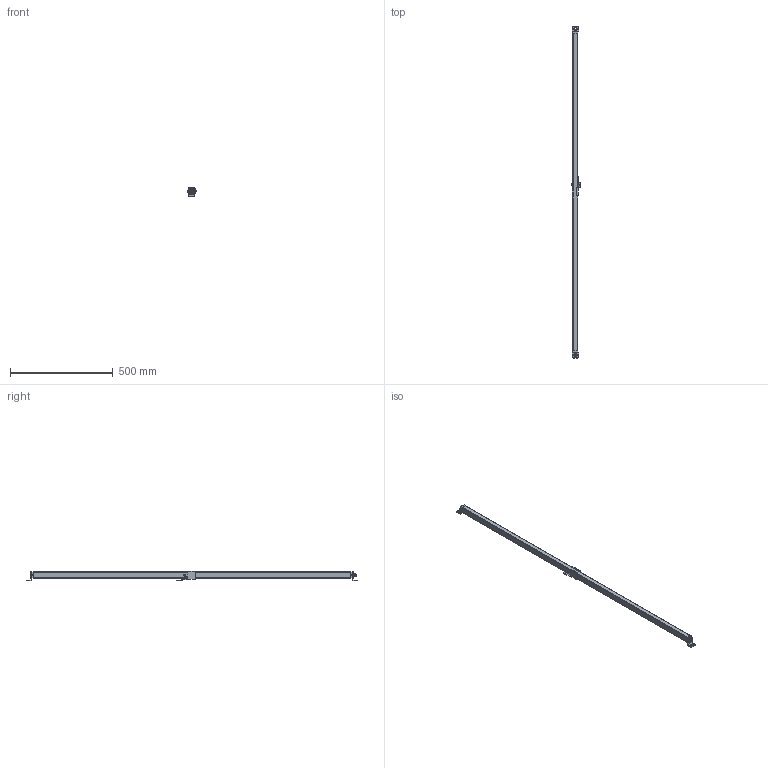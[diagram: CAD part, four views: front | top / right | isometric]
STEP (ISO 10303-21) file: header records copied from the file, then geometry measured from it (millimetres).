
FILE_DESCRIPTION((''),'2;1');
FILE_NAME('139574_SM01_ASM','2023-04-12T12:01:37',('banengservice'),('BANNER ENGINEERING'),'CREO PARAMETRIC BY PTC INC, 2022414','CREO PARAMETRIC BY PTC INC, 2022414','');
FILE_SCHEMA(('CONFIG_CONTROL_DESIGN'));
Length unit declared in the file: inch
Products named in the file (8): 139574_EP01; 48461; 46544; 51216; 49550_AF0; 51891_ASM; 51215; 139574_SM01_ASM
Assembly tree (12 placements, depth 3):
  139574_SM01_ASM
    139574_EP01
    48461  x2
    46544  x5
    51891_ASM
      51216
      49550_AF0
    51215
Bounding box: 45.45 x 1617.1 x 44.92 mm (x, y, z)
Volume: 1251406.6 mm3; surface area: 207670.5 mm2
Topology: 13 solids, 13 shells, 1030 faces, 2546 edges, 1573 vertices
Faces by surface type: cylinder 471, plane 361, sphere 76, torus 56, bspline 41, cone 25
Entity records: 31921 total; most frequent: CARTESIAN_POINT 13724, DIRECTION 3904, ORIENTED_EDGE 3708, EDGE_CURVE 1854, AXIS2_PLACEMENT_3D 1466, VERTEX_POINT 1173, VECTOR 972, LINE 972
